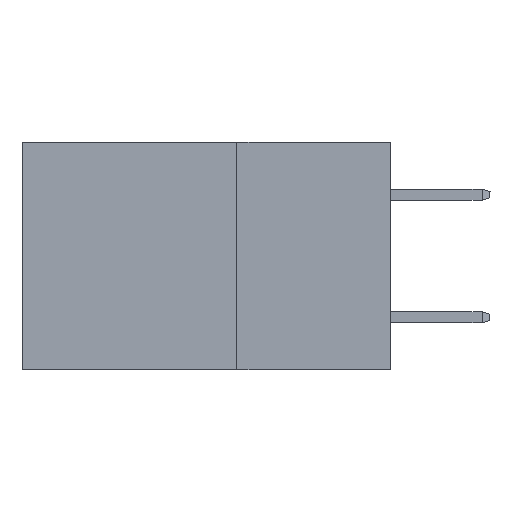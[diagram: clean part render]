
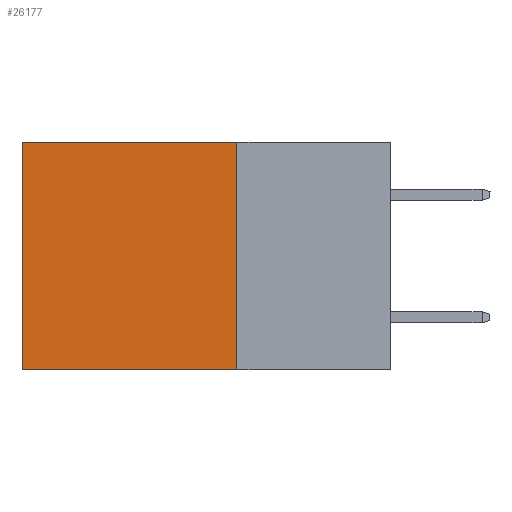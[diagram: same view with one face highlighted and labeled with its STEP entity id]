
A CAD part, left-side view. The second image highlights one B-rep face of the part: STEP entity #26177.
In plain terms, the highlighted planar face has unit normal (-1, 0, 0).
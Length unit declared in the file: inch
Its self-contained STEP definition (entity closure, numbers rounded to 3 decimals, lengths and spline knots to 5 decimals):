
#147 = LINE ( 'NONE', #17926, #33783 ) ;
#2355 = DIRECTION ( 'NONE',  ( 0., 1., 0. ) ) ;
#2801 = ORIENTED_EDGE ( 'NONE', *, *, #20198, .F. ) ;
#3564 = ORIENTED_EDGE ( 'NONE', *, *, #27527, .T. ) ;
#3791 = PLANE ( 'NONE',  #12469 ) ;
#4046 = CARTESIAN_POINT ( 'NONE',  ( 0.2875, 0.6, 0. ) ) ;
#5179 = FACE_OUTER_BOUND ( 'NONE', #5917, .T. ) ;
#5917 = EDGE_LOOP ( 'NONE', ( #3564, #2801, #16393, #10473 ) ) ;
#6174 = DIRECTION ( 'NONE',  ( 0., 0., -1. ) ) ;
#7503 = EDGE_CURVE ( 'NONE', #18730, #32784, #28448, .T. ) ;
#7916 = VECTOR ( 'NONE', #19432, 39.37008 ) ;
#8934 = VERTEX_POINT ( 'NONE', #10307 ) ;
#10307 = CARTESIAN_POINT ( 'NONE',  ( 0.2875, 0.6, 0. ) ) ;
#10473 = ORIENTED_EDGE ( 'NONE', *, *, #12496, .T. ) ;
#11640 = CARTESIAN_POINT ( 'NONE',  ( 0.2875, 0.25, 0. ) ) ;
#12469 = AXIS2_PLACEMENT_3D ( 'NONE', #29808, #13981, #6174 ) ;
#12496 = EDGE_CURVE ( 'NONE', #18730, #8934, #147, .T. ) ;
#12517 = DIRECTION ( 'NONE',  ( 0., 1., 0. ) ) ;
#13981 = DIRECTION ( 'NONE',  ( 1., 0., 0. ) ) ;
#14399 = VECTOR ( 'NONE', #2355, 39.37008 ) ;
#15581 = CARTESIAN_POINT ( 'NONE',  ( 0.2875, 0.25, -0.37 ) ) ;
#15946 = CARTESIAN_POINT ( 'NONE',  ( 0.2875, 0.6, -0.37 ) ) ;
#16393 = ORIENTED_EDGE ( 'NONE', *, *, #7503, .F. ) ;
#17926 = CARTESIAN_POINT ( 'NONE',  ( 0.2875, 0.25, 0. ) ) ;
#18730 = VERTEX_POINT ( 'NONE', #28437 ) ;
#19432 = DIRECTION ( 'NONE',  ( 0., 0., -1. ) ) ;
#20198 = EDGE_CURVE ( 'NONE', #32784, #28868, #21056, .T. ) ;
#21056 = LINE ( 'NONE', #15581, #14399 ) ;
#21615 = CARTESIAN_POINT ( 'NONE',  ( 0.2875, 0.25, -0.37 ) ) ;
#21892 = LINE ( 'NONE', #4046, #7916 ) ;
#25552 = DIRECTION ( 'NONE',  ( 0., 0., -1. ) ) ;
#26177 = ADVANCED_FACE ( 'NONE', ( #5179 ), #3791, .F. ) ;
#27161 = VECTOR ( 'NONE', #25552, 39.37008 ) ;
#27527 = EDGE_CURVE ( 'NONE', #8934, #28868, #21892, .T. ) ;
#28437 = CARTESIAN_POINT ( 'NONE',  ( 0.2875, 0.25, 0. ) ) ;
#28448 = LINE ( 'NONE', #11640, #27161 ) ;
#28868 = VERTEX_POINT ( 'NONE', #15946 ) ;
#29808 = CARTESIAN_POINT ( 'NONE',  ( 0.2875, 0.25, 0. ) ) ;
#32784 = VERTEX_POINT ( 'NONE', #21615 ) ;
#33783 = VECTOR ( 'NONE', #12517, 39.37008 ) ;
